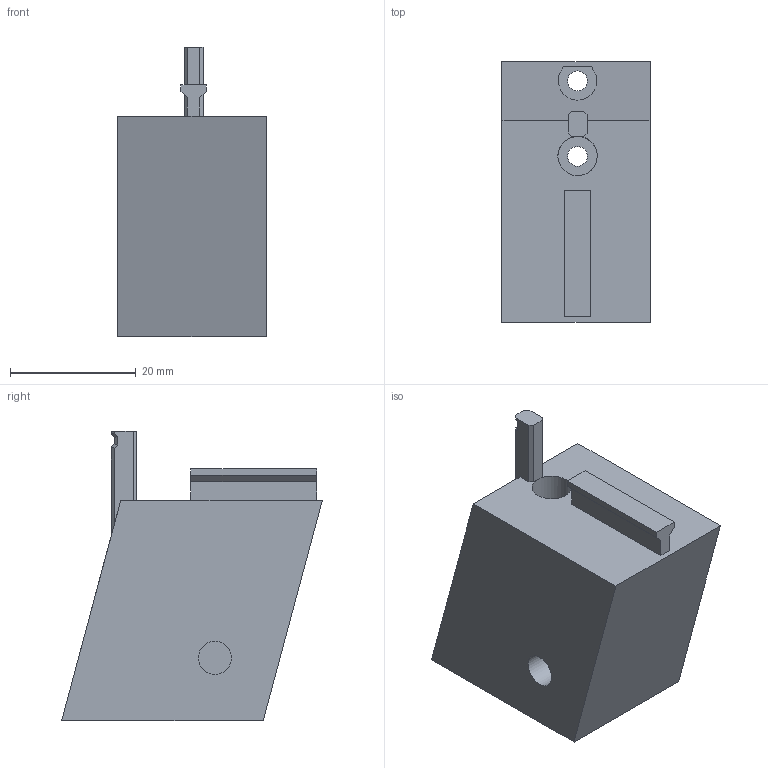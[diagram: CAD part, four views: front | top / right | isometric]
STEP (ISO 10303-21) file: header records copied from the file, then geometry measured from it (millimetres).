
FILE_DESCRIPTION(/* description */ (''),/* implementation_level */ '2;1');
FILE_NAME(/* name */ 'PusherMount.step',/* time_stamp */ '2019-01-14T18:22:06-06:00',/* author */ (''),/* organization */ (''),/* preprocessor_version */ 'ST-DEVELOPER v17.2',/* originating_system */ 'Autodesk Translation Framework v7.6.0.251',/* authorisation */ '');
FILE_SCHEMA (('AUTOMOTIVE_DESIGN { 1 0 10303 214 3 1 1 }'));
Length unit declared in the file: millimetre
Products named in the file (1): PusherMount
Bounding box: 23.5 x 41.38 x 46 mm (x, y, z)
Volume: 24955.6 mm3; surface area: 6987.2 mm2
Topology: 1 solids, 1 shells, 47 faces, 116 edges, 74 vertices
Faces by surface type: plane 41, cylinder 6
Full cylindrical faces by diameter (mm): 3.15 x2, 5.25 x2, 6.25 x1
Entity records: 1428 total; most frequent: CARTESIAN_POINT 251, ORIENTED_EDGE 232, DIRECTION 226, EDGE_CURVE 116, LINE 100, VECTOR 100, VERTEX_POINT 74, AXIS2_PLACEMENT_3D 63
